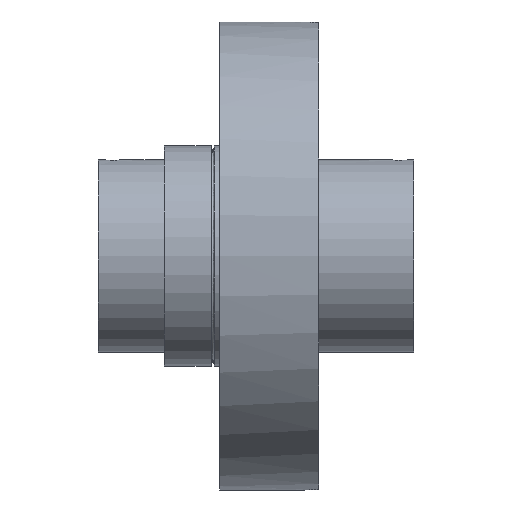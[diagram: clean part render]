
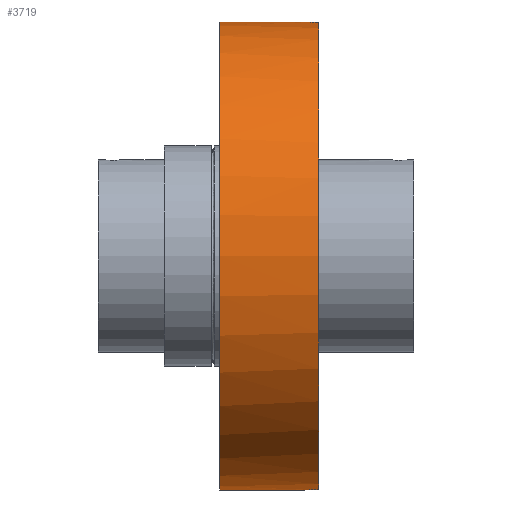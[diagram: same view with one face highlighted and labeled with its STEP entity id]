
A CAD part, top view. The second image highlights one B-rep face of the part: STEP entity #3719.
In plain terms, the highlighted cylindrical face has radius 17 mm (diameter 34 mm), a partial arc.
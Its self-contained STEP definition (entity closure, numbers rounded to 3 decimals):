
#80 = CARTESIAN_POINT ( 'NONE',  ( 1., 0., 16.971 ) ) ;
#341 = EDGE_CURVE ( 'NONE', #2381, #3006, #1649, .T. ) ;
#526 = AXIS2_PLACEMENT_3D ( 'NONE', #5523, #4461, #2409 ) ;
#802 = B_SPLINE_CURVE_WITH_KNOTS ( 'NONE', 3,
 ( #6391, #3715, #6077, #5814, #5655, #5545, #5608, #5479 ),
 .UNSPECIFIED., .F., .F.,
 ( 4, 2, 2, 4 ),
 ( 0., 0., 0.001, 0.002 ),
 .UNSPECIFIED. ) ;
#1289 = DIRECTION ( 'NONE',  ( 0., 1., 0. ) ) ;
#1366 = CARTESIAN_POINT ( 'NONE',  ( 0., -1., -17. ) ) ;
#1649 = CIRCLE ( 'NONE', #4540, 17. ) ;
#1659 = VECTOR ( 'NONE', #6500, 1000. ) ;
#1750 = EDGE_CURVE ( 'NONE', #6207, #2280, #5437, .T. ) ;
#2094 = LINE ( 'NONE', #4361, #5955 ) ;
#2280 = VERTEX_POINT ( 'NONE', #6340 ) ;
#2381 = VERTEX_POINT ( 'NONE', #4439 ) ;
#2409 = DIRECTION ( 'NONE',  ( 0., 0., 1. ) ) ;
#2755 = EDGE_LOOP ( 'NONE', ( #4152, #5486, #5613, #5653, #5796, #5937 ) ) ;
#2902 = EDGE_CURVE ( 'NONE', #3432, #6207, #4942, .T. ) ;
#3006 = VERTEX_POINT ( 'NONE', #3479 ) ;
#3024 = CARTESIAN_POINT ( 'NONE',  ( 0., -7.2, -17. ) ) ;
#3432 = VERTEX_POINT ( 'NONE', #4137 ) ;
#3479 = CARTESIAN_POINT ( 'NONE',  ( 0., -7.2, -17. ) ) ;
#3704 = EDGE_CURVE ( 'NONE', #6390, #3432, #802, .T. ) ;
#3715 = CARTESIAN_POINT ( 'NONE',  ( 0.132, -1., -17. ) ) ;
#3719 = ADVANCED_FACE ( 'NONE', ( #6536 ), #4814, .T. ) ;
#4137 = CARTESIAN_POINT ( 'NONE',  ( 1., 0., -16.971 ) ) ;
#4152 = ORIENTED_EDGE ( 'NONE', *, *, #341, .T. ) ;
#4361 = CARTESIAN_POINT ( 'NONE',  ( 0., -7.2, 17. ) ) ;
#4411 = LINE ( 'NONE', #3024, #1659 ) ;
#4439 = CARTESIAN_POINT ( 'NONE',  ( 0., -7.2, 17. ) ) ;
#4449 = DIRECTION ( 'NONE',  ( 0., 1., 0. ) ) ;
#4461 = DIRECTION ( 'NONE',  ( 0., 1., 0. ) ) ;
#4509 = DIRECTION ( 'NONE',  ( 0., 0., 1. ) ) ;
#4540 = AXIS2_PLACEMENT_3D ( 'NONE', #4656, #4449, #4509 ) ;
#4656 = CARTESIAN_POINT ( 'NONE',  ( 0., -7.2, 0. ) ) ;
#4762 = DIRECTION ( 'NONE',  ( 0., 0., 1. ) ) ;
#4793 = DIRECTION ( 'NONE',  ( 0., -1., 0. ) ) ;
#4814 = CYLINDRICAL_SURFACE ( 'NONE', #526, 17. ) ;
#4851 = CARTESIAN_POINT ( 'NONE',  ( 0., 0., 0. ) ) ;
#4942 = CIRCLE ( 'NONE', #6525, 17. ) ;
#5279 = EDGE_CURVE ( 'NONE', #2381, #2280, #2094, .T. ) ;
#5437 = B_SPLINE_CURVE_WITH_KNOTS ( 'NONE', 3,
 ( #6527, #6552, #6374, #6145, #6086, #6054, #6013, #5985 ),
 .UNSPECIFIED., .F., .F.,
 ( 4, 2, 2, 4 ),
 ( 0., 0., 0.001, 0.002 ),
 .UNSPECIFIED. ) ;
#5479 = CARTESIAN_POINT ( 'NONE',  ( 1., 0., -16.971 ) ) ;
#5486 = ORIENTED_EDGE ( 'NONE', *, *, #6058, .T. ) ;
#5523 = CARTESIAN_POINT ( 'NONE',  ( 0., -7.2, 0. ) ) ;
#5545 = CARTESIAN_POINT ( 'NONE',  ( 0.891, -0.523, -16.978 ) ) ;
#5608 = CARTESIAN_POINT ( 'NONE',  ( 1., -0.264, -16.971 ) ) ;
#5613 = ORIENTED_EDGE ( 'NONE', *, *, #3704, .T. ) ;
#5653 = ORIENTED_EDGE ( 'NONE', *, *, #2902, .T. ) ;
#5655 = CARTESIAN_POINT ( 'NONE',  ( 0.615, -0.8, -16.989 ) ) ;
#5796 = ORIENTED_EDGE ( 'NONE', *, *, #1750, .T. ) ;
#5814 = CARTESIAN_POINT ( 'NONE',  ( 0.504, -0.874, -16.993 ) ) ;
#5937 = ORIENTED_EDGE ( 'NONE', *, *, #5279, .F. ) ;
#5955 = VECTOR ( 'NONE', #1289, 1000. ) ;
#5985 = CARTESIAN_POINT ( 'NONE',  ( 0., -1., 17. ) ) ;
#6013 = CARTESIAN_POINT ( 'NONE',  ( 0.264, -1., 17. ) ) ;
#6054 = CARTESIAN_POINT ( 'NONE',  ( 0.523, -0.891, 16.993 ) ) ;
#6058 = EDGE_CURVE ( 'NONE', #3006, #6390, #4411, .T. ) ;
#6077 = CARTESIAN_POINT ( 'NONE',  ( 0.262, -0.974, -16.998 ) ) ;
#6086 = CARTESIAN_POINT ( 'NONE',  ( 0.8, -0.615, 16.981 ) ) ;
#6145 = CARTESIAN_POINT ( 'NONE',  ( 0.874, -0.504, 16.978 ) ) ;
#6207 = VERTEX_POINT ( 'NONE', #80 ) ;
#6340 = CARTESIAN_POINT ( 'NONE',  ( 0., -1., 17. ) ) ;
#6374 = CARTESIAN_POINT ( 'NONE',  ( 0.974, -0.262, 16.972 ) ) ;
#6390 = VERTEX_POINT ( 'NONE', #1366 ) ;
#6391 = CARTESIAN_POINT ( 'NONE',  ( 0., -1., -17. ) ) ;
#6500 = DIRECTION ( 'NONE',  ( 0., 1., 0. ) ) ;
#6525 = AXIS2_PLACEMENT_3D ( 'NONE', #4851, #4793, #4762 ) ;
#6527 = CARTESIAN_POINT ( 'NONE',  ( 1., 0., 16.971 ) ) ;
#6536 = FACE_OUTER_BOUND ( 'NONE', #2755, .T. ) ;
#6552 = CARTESIAN_POINT ( 'NONE',  ( 1., -0.132, 16.971 ) ) ;
